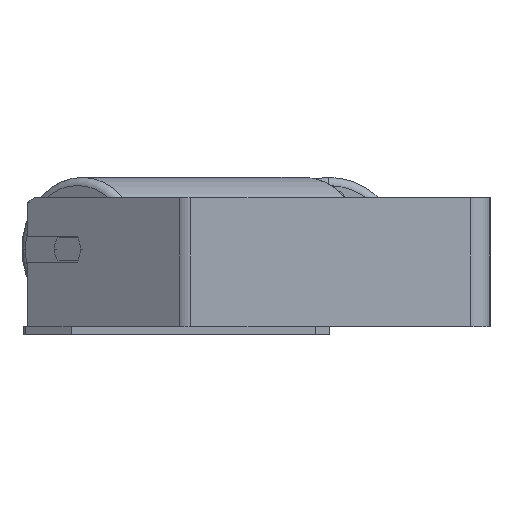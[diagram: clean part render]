
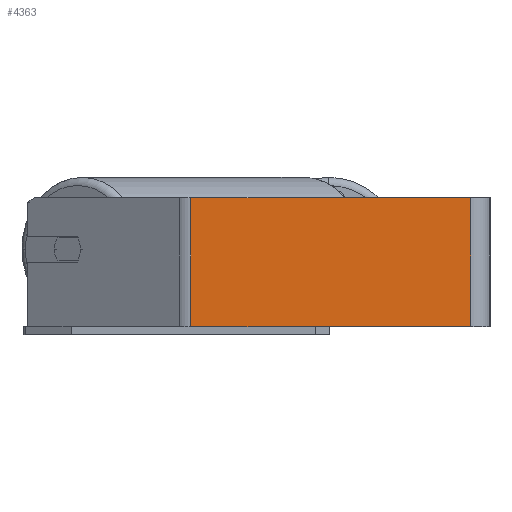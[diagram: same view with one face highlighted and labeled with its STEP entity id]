
A CAD part, left-side view. The second image highlights one B-rep face of the part: STEP entity #4363.
In plain terms, the highlighted planar face has unit normal (-1, 0, 0).
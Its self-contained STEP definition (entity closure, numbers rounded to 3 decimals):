
#108 = CARTESIAN_POINT ( 'NONE',  ( -430., 189.372, -40. ) ) ;
#742 = DIRECTION ( 'NONE',  ( 0., 1., 0. ) ) ;
#997 = VERTEX_POINT ( 'NONE', #6785 ) ;
#1082 = VECTOR ( 'NONE', #4764, 1000. ) ;
#1236 = LINE ( 'NONE', #3330, #1082 ) ;
#1539 = CARTESIAN_POINT ( 'NONE',  ( -430., 185.588, -40. ) ) ;
#1612 = LINE ( 'NONE', #108, #3687 ) ;
#2136 = CARTESIAN_POINT ( 'NONE',  ( -430., 185.588, 40. ) ) ;
#2183 = ORIENTED_EDGE ( 'NONE', *, *, #8390, .T. ) ;
#2294 = DIRECTION ( 'NONE',  ( 0., 0., -1. ) ) ;
#2890 = DIRECTION ( 'NONE',  ( 0., -1., 0. ) ) ;
#3330 = CARTESIAN_POINT ( 'NONE',  ( -430., 189.372, 40. ) ) ;
#3379 = LINE ( 'NONE', #6180, #8522 ) ;
#3687 = VECTOR ( 'NONE', #2890, 1000. ) ;
#4224 = PLANE ( 'NONE',  #6415 ) ;
#4363 = ADVANCED_FACE ( 'NONE', ( #7712 ), #4224, .F. ) ;
#4764 = DIRECTION ( 'NONE',  ( 0., -1., 0. ) ) ;
#4781 = VERTEX_POINT ( 'NONE', #2136 ) ;
#5181 = ORIENTED_EDGE ( 'NONE', *, *, #6631, .T. ) ;
#5449 = VECTOR ( 'NONE', #8638, 1000. ) ;
#5855 = VERTEX_POINT ( 'NONE', #1539 ) ;
#6000 = EDGE_LOOP ( 'NONE', ( #2183, #8567, #6114, #5181 ) ) ;
#6114 = ORIENTED_EDGE ( 'NONE', *, *, #8335, .F. ) ;
#6180 = CARTESIAN_POINT ( 'NONE',  ( -430., 12., 40. ) ) ;
#6339 = CARTESIAN_POINT ( 'NONE',  ( -430., 189.372, 40. ) ) ;
#6415 = AXIS2_PLACEMENT_3D ( 'NONE', #6339, #7013, #742 ) ;
#6631 = EDGE_CURVE ( 'NONE', #4781, #5855, #8107, .T. ) ;
#6656 = CARTESIAN_POINT ( 'NONE',  ( -430., 185.588, 40. ) ) ;
#6785 = CARTESIAN_POINT ( 'NONE',  ( -430., 12., -40. ) ) ;
#7013 = DIRECTION ( 'NONE',  ( 1., 0., 0. ) ) ;
#7712 = FACE_OUTER_BOUND ( 'NONE', #6000, .T. ) ;
#8107 = LINE ( 'NONE', #6656, #5449 ) ;
#8335 = EDGE_CURVE ( 'NONE', #4781, #8871, #1236, .T. ) ;
#8339 = EDGE_CURVE ( 'NONE', #8871, #997, #3379, .T. ) ;
#8390 = EDGE_CURVE ( 'NONE', #5855, #997, #1612, .T. ) ;
#8424 = CARTESIAN_POINT ( 'NONE',  ( -430., 12., 40. ) ) ;
#8522 = VECTOR ( 'NONE', #2294, 1000. ) ;
#8567 = ORIENTED_EDGE ( 'NONE', *, *, #8339, .F. ) ;
#8638 = DIRECTION ( 'NONE',  ( 0., 0., -1. ) ) ;
#8871 = VERTEX_POINT ( 'NONE', #8424 ) ;
